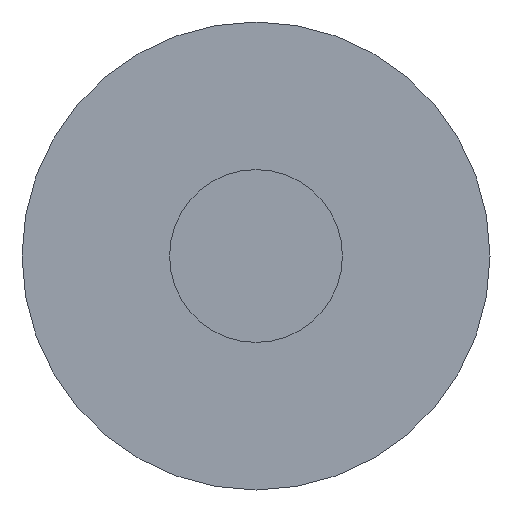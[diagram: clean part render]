
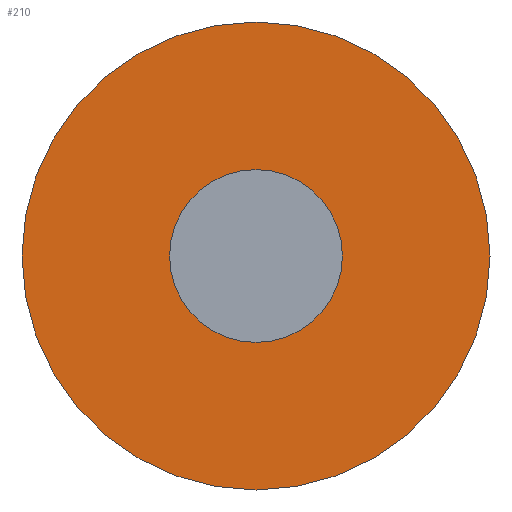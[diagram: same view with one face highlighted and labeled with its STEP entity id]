
A CAD part, front view. The second image highlights one B-rep face of the part: STEP entity #210.
In plain terms, the highlighted planar face has unit normal (0, -1, 0).
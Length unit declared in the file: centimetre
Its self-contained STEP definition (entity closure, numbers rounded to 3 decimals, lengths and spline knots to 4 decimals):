
#113=PLANE('',#227);
#115=VERTEX_POINT('',#261);
#124=VERTEX_POINT('',#418);
#126=CIRCLE('',#213,0.3324);
#131=CIRCLE('',#225,0.9);
#133=EDGE_CURVE('',#115,#115,#126,.T.);
#142=EDGE_CURVE('',#124,#124,#131,.T.);
#163=ORIENTED_EDGE('',*,*,#133,.T.);
#164=ORIENTED_EDGE('',*,*,#142,.F.);
#181=EDGE_LOOP('',(#163));
#182=EDGE_LOOP('',(#164));
#199=FACE_BOUND('',#181,.T.);
#200=FACE_BOUND('',#182,.T.);
#210=ADVANCED_FACE('',(#199,#200),#113,.F.);
#213=AXIS2_PLACEMENT_3D('',#260,#232,#233);
#225=AXIS2_PLACEMENT_3D('',#417,#253,#254);
#227=AXIS2_PLACEMENT_3D('',#420,#256,$);
#232=DIRECTION('',(0.,1.,0.));
#233=DIRECTION('',(0.,0.,0.332));
#253=DIRECTION('',(0.,1.,0.));
#254=DIRECTION('',(0.9,0.,0.));
#256=DIRECTION('',(0.,1.,0.));
#260=CARTESIAN_POINT('',(0.,0.,0.));
#261=CARTESIAN_POINT('',(0.,0.,0.3324));
#417=CARTESIAN_POINT('',(0.,0.,0.));
#418=CARTESIAN_POINT('',(0.9,0.,0.));
#420=CARTESIAN_POINT('',(0.,0.,0.));
